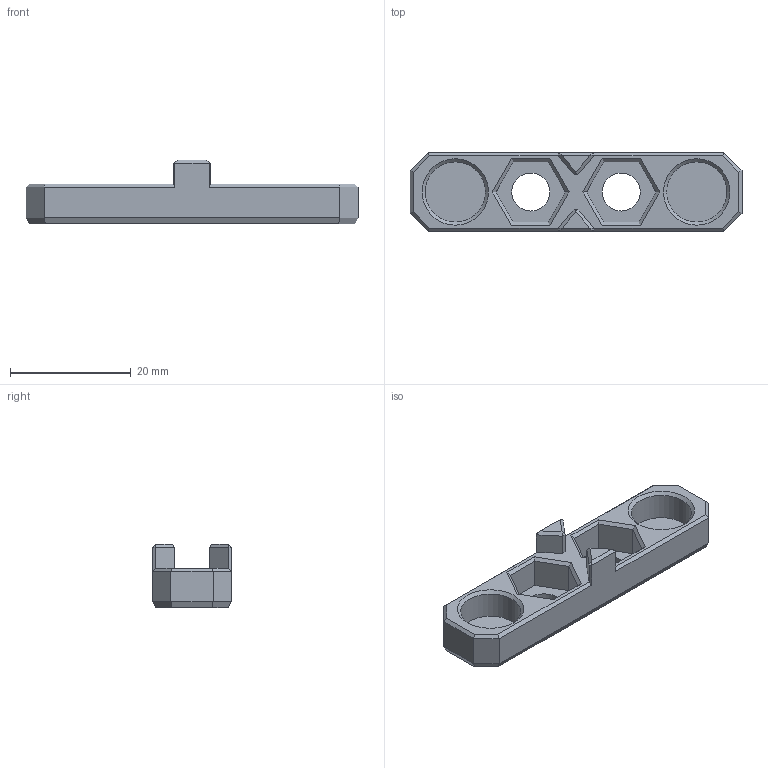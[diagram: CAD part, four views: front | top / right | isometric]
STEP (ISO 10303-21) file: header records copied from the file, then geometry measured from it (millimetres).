
FILE_DESCRIPTION(/* description */ (''),/* implementation_level */ '2;1');
FILE_NAME(/* name */ 'MagnetPanelFor4040.stp',/* time_stamp */ '2024-01-06T17:30:44+01:00',/* author */ ('nilsb'),/* organization */ (''),/* preprocessor_version */ 'ST-DEVELOPER v19.2',/* originating_system */ 'Autodesk Inventor 2023',/* authorisation */ '');
FILE_SCHEMA (('AUTOMOTIVE_DESIGN { 1 0 10303 214 3 1 1 }'));
Length unit declared in the file: millimetre
Products named in the file (1): enc2_magnet_panel v8
Bounding box: 55 x 13 x 10.6 mm (x, y, z)
Volume: 2842.4 mm3; surface area: 2849.5 mm2
Topology: 1 solids, 1 shells, 86 faces, 192 edges, 112 vertices
Faces by surface type: plane 80, cylinder 4, cone 2
Full cylindrical faces by diameter (mm): 6.3 x2, 10 x2
Entity records: 2395 total; most frequent: CARTESIAN_POINT 391, ORIENTED_EDGE 384, DIRECTION 376, EDGE_CURVE 192, LINE 182, VECTOR 182, VERTEX_POINT 112, AXIS2_PLACEMENT_3D 97
